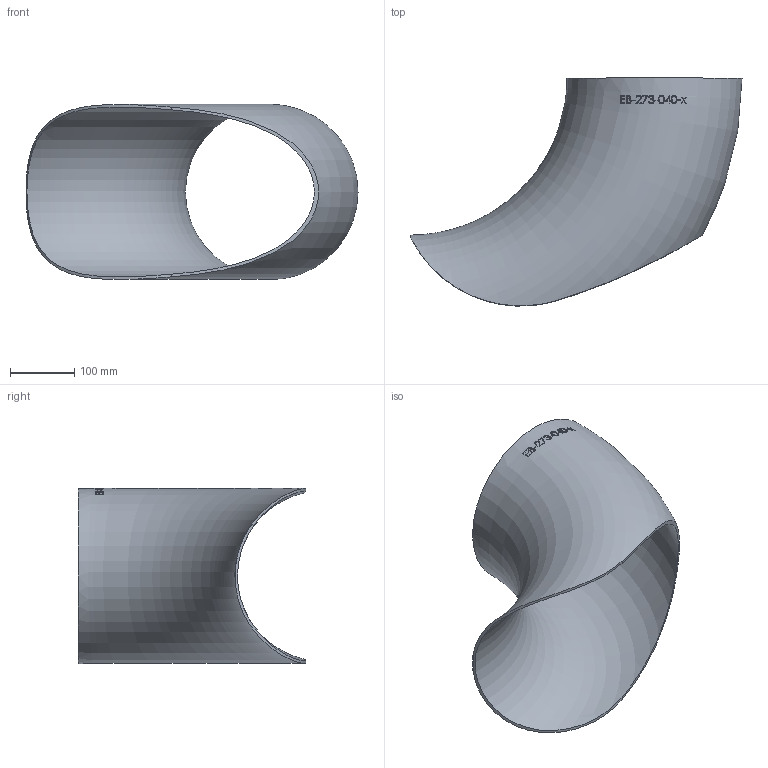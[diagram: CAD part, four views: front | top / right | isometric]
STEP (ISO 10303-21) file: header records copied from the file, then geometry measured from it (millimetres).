
FILE_DESCRIPTION (( 'STEP AP214' ), '1' );
FILE_NAME ('EB-273-040-x Einschweissbogen 2210.STEP', '2022-10-11T10:57:55', ( '' ), ( '' ), 'SwSTEP 2.0', 'SolidWorks 2019', '' );
FILE_SCHEMA (( 'AUTOMOTIVE_DESIGN' ));
Length unit declared in the file: millimetre
Products named in the file (1): EB-273-040-x Einschweissbogen 2210
Bounding box: 517.5 x 355.05 x 273 mm (x, y, z)
Volume: 1269281.6 mm3; surface area: 643056.9 mm2
Topology: 1 solids, 1 shells, 143 faces, 379 edges, 254 vertices
Faces by surface type: bspline 121, torus 19, plane 2, cylinder 1
Entity records: 23182 total; most frequent: CARTESIAN_POINT 19244, ORIENTED_EDGE 750, EDGE_CURVE 375, B_SPLINE_CURVE_WITH_KNOTS 369, VERTEX_POINT 252, EDGE_LOOP 163, FACE_OUTER_BOUND 145, ADVANCED_FACE 143
